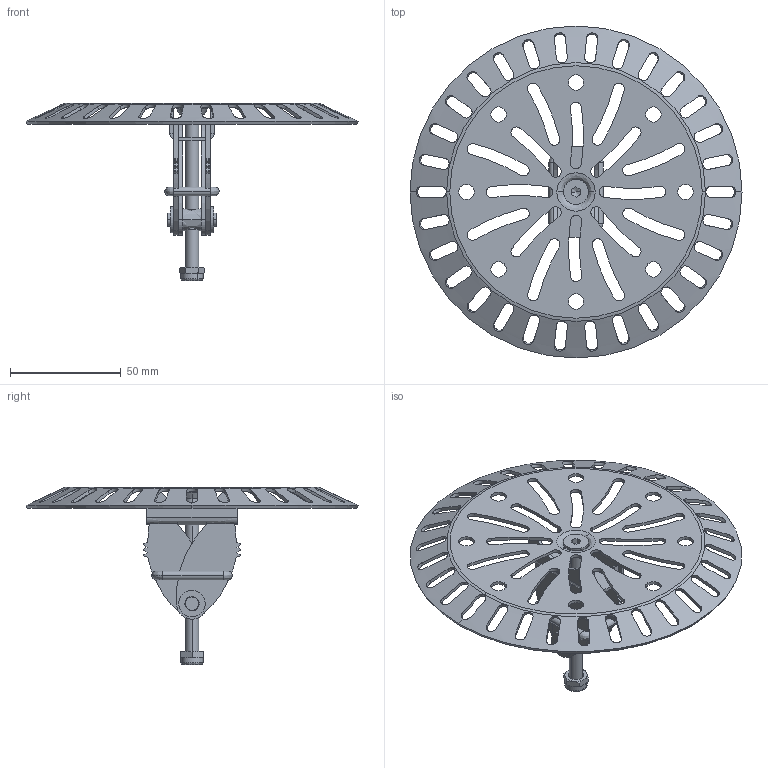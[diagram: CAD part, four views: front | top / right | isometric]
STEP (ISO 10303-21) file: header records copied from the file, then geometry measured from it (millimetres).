
FILE_DESCRIPTION (( 'STEP AP214' ), '1' );
FILE_NAME ('P04-04 Äîííûé ñëèâ ðàñïîðíûé.stp', '2025-08-15T04:12:04', ( '' ), ( '' ), 'SwSTEP 2.0', 'SolidWorks 2020', '' );
FILE_SCHEMA (( 'AUTOMOTIVE_DESIGN' ));
Length unit declared in the file: millimetre
Products named in the file (12): P04-04 Äîííûé ñëèâ ðàñïîðíûé.igs;  Hexagon socket countersunk head screws.igs;  呬櫇嚦鍧.igs;  呬櫇嚦鍧_3.igs;  Washer ISO 7089-6-200 HV_2.igs; eBom-FreeParts;  Prevailing torque type hexagon thin nut ISO 10511-Ì6.igs; P04-04 Äîííûé ñëèâ ðàñïîðíûé;  呬櫇嚦鍧_0.igs;  Washer ISO 7089-6-200 HV.igs;  呬櫇嚦鍧_1.igs;  ﾖ齏竟蓿.igs
Assembly tree (11 placements, depth 3):
  P04-04 Äîííûé ñëèâ ðàñïîðíûé
    P04-04 Äîííûé ñëèâ ðàñïîðíûé.igs
      eBom-FreeParts
       呬櫇嚦鍧.igs
       ﾖ齏竟蓿.igs
       Hexagon socket countersunk head screws.igs
       呬櫇嚦鍧_0.igs
       Washer ISO 7089-6-200 HV.igs
       呬櫇嚦鍧_1.igs
       Washer ISO 7089-6-200 HV_2.igs
       呬櫇嚦鍧_3.igs
       Prevailing torque type hexagon thin nut ISO 10511-Ì6.igs
Bounding box: 150 x 150 x 80 mm (x, y, z)
Volume: 34224.4 mm3; surface area: 47112.6 mm2
Topology: 11 solids, 11 shells, 426 faces, 1176 edges, 763 vertices
Faces by surface type: bspline 426
Entity records: 37843 total; most frequent: CARTESIAN_POINT 28048, ORIENTED_EDGE 2340, DIRECTION 1254, EDGE_CURVE 1170, VERTEX_POINT 763, EDGE_LOOP 559, LINE 492, VECTOR 492
